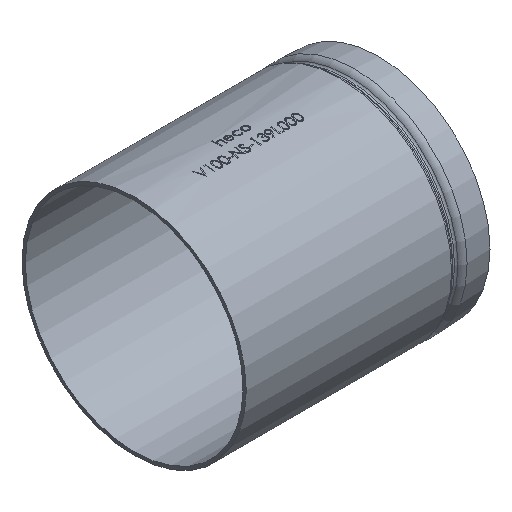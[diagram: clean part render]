
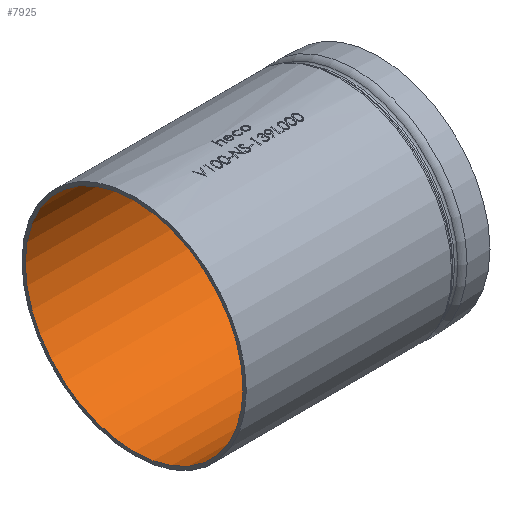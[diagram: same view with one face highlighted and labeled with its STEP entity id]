
A CAD part, isometric view. The second image highlights one B-rep face of the part: STEP entity #7925.
In plain terms, the highlighted cylindrical face has radius 67.818 mm (diameter 135.636 mm), a full revolution.
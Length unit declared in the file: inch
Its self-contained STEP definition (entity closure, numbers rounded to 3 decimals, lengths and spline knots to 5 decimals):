
#598 = DIRECTION ( 'NONE',  ( 0., -1., 0. ) ) ;
#678 = VERTEX_POINT ( 'NONE', #4045 ) ;
#2054 = CIRCLE ( 'NONE', #6649, 2.67 ) ;
#2951 = AXIS2_PLACEMENT_3D ( 'NONE', #12746, #12920, #598 ) ;
#3877 = DIRECTION ( 'NONE',  ( 0., 0., -1. ) ) ;
#4045 = CARTESIAN_POINT ( 'NONE',  ( 0., 0., -2.67 ) ) ;
#4087 = ORIENTED_EDGE ( 'NONE', *, *, #14635, .F. ) ;
#5536 = CYLINDRICAL_SURFACE ( 'NONE', #11077, 2.67 ) ;
#6460 = DIRECTION ( 'NONE',  ( 0., 1., 0. ) ) ;
#6473 = VERTEX_POINT ( 'NONE', #11612 ) ;
#6649 = AXIS2_PLACEMENT_3D ( 'NONE', #11390, #11175, #3877 ) ;
#7925 = ADVANCED_FACE ( 'NONE', ( #11701, #8414 ), #5536, .F. ) ;
#8368 = EDGE_CURVE ( 'NONE', #678, #678, #2054, .T. ) ;
#8414 = FACE_OUTER_BOUND ( 'NONE', #9430, .T. ) ;
#9430 = EDGE_LOOP ( 'NONE', ( #4087 ) ) ;
#9607 = EDGE_LOOP ( 'NONE', ( #10532 ) ) ;
#10532 = ORIENTED_EDGE ( 'NONE', *, *, #8368, .F. ) ;
#10634 = CIRCLE ( 'NONE', #2951, 2.67 ) ;
#11077 = AXIS2_PLACEMENT_3D ( 'NONE', #15330, #11583, #6460 ) ;
#11175 = DIRECTION ( 'NONE',  ( 1., 0., 0. ) ) ;
#11390 = CARTESIAN_POINT ( 'NONE',  ( 0., 0., 0. ) ) ;
#11583 = DIRECTION ( 'NONE',  ( 1., 0., 0. ) ) ;
#11612 = CARTESIAN_POINT ( 'NONE',  ( 4.9957, -2.67, 0. ) ) ;
#11701 = FACE_OUTER_BOUND ( 'NONE', #9607, .T. ) ;
#12746 = CARTESIAN_POINT ( 'NONE',  ( 4.9957, 0., 0. ) ) ;
#12920 = DIRECTION ( 'NONE',  ( -1., 0., 0. ) ) ;
#14635 = EDGE_CURVE ( 'NONE', #6473, #6473, #10634, .T. ) ;
#15330 = CARTESIAN_POINT ( 'NONE',  ( 2.51347, 0., 0. ) ) ;
